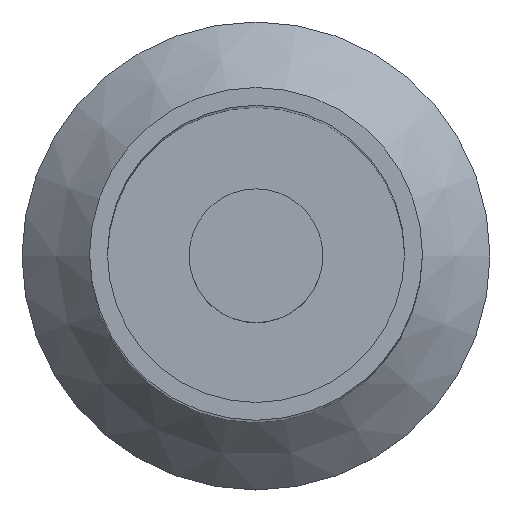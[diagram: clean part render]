
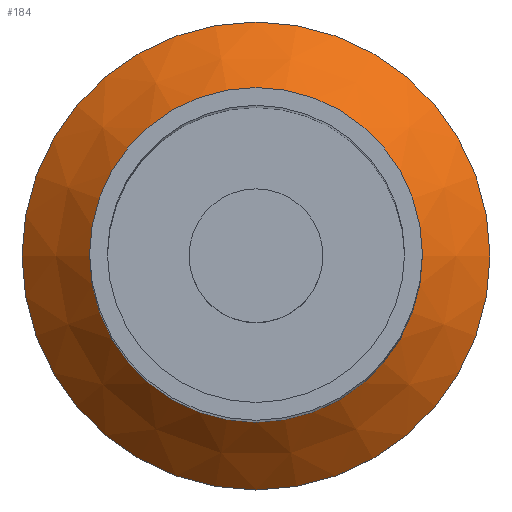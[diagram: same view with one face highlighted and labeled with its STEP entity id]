
A CAD part, top view. The second image highlights one B-rep face of the part: STEP entity #184.
In plain terms, the highlighted conical face has half-angle 45 degrees and reference radius 13.475 mm.
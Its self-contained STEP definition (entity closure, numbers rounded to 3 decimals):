
#50=CONICAL_SURFACE('',#220,13.475,0.785);
#57=FACE_OUTER_BOUND('',#68,.T.);
#68=EDGE_LOOP('',(#143,#144,#145,#146));
#80=LINE('',#350,#86);
#86=VECTOR('',#269,13.475);
#93=CIRCLE('',#221,11.2);
#94=CIRCLE('',#222,15.75);
#107=VERTEX_POINT('',#347);
#108=VERTEX_POINT('',#349);
#121=EDGE_CURVE('',#107,#107,#93,.T.);
#122=EDGE_CURVE('',#107,#108,#80,.T.);
#123=EDGE_CURVE('',#108,#108,#94,.T.);
#143=ORIENTED_EDGE('',*,*,#121,.F.);
#144=ORIENTED_EDGE('',*,*,#122,.T.);
#145=ORIENTED_EDGE('',*,*,#123,.T.);
#146=ORIENTED_EDGE('',*,*,#122,.F.);
#184=ADVANCED_FACE('',(#57),#50,.T.);
#220=AXIS2_PLACEMENT_3D('',#346,#265,#266);
#221=AXIS2_PLACEMENT_3D('',#348,#267,#268);
#222=AXIS2_PLACEMENT_3D('',#351,#270,#271);
#265=DIRECTION('center_axis',(0.,0.,-1.));
#266=DIRECTION('ref_axis',(1.,0.,0.));
#267=DIRECTION('center_axis',(0.,0.,1.));
#268=DIRECTION('ref_axis',(1.,0.,0.));
#269=DIRECTION('',(-0.707,0.,-0.707));
#270=DIRECTION('center_axis',(0.,0.,1.));
#271=DIRECTION('ref_axis',(1.,0.,0.));
#346=CARTESIAN_POINT('Origin',(0.,0.,2.275));
#347=CARTESIAN_POINT('',(-11.2,0.,4.55));
#348=CARTESIAN_POINT('Origin',(0.,0.,4.55));
#349=CARTESIAN_POINT('',(-15.75,0.,0.));
#350=CARTESIAN_POINT('',(-13.475,0.,2.275));
#351=CARTESIAN_POINT('Origin',(0.,0.,0.));
